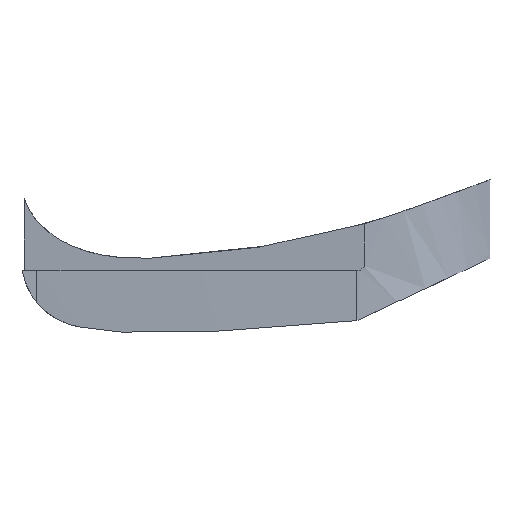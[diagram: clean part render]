
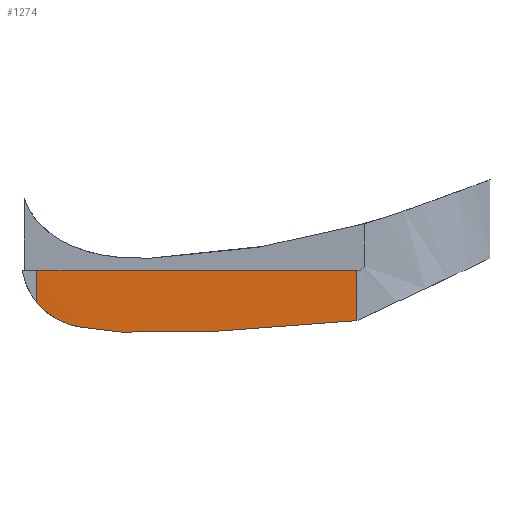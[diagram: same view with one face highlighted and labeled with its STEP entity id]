
A CAD part, left-side view. The second image highlights one B-rep face of the part: STEP entity #1274.
In plain terms, the highlighted free-form (B-spline) face has degree [3, 1] with [6, 2] control points.
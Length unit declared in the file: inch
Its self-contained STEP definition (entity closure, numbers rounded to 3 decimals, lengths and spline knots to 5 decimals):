
#10 = CARTESIAN_POINT ( 'NONE',  ( -1.75588, 0.19649, -5.08791 ) ) ;
#450 = DIRECTION ( 'NONE',  ( 0., 0., 1. ) ) ;
#455 = CARTESIAN_POINT ( 'NONE',  ( -1.9591, -4.02292, -7. ) ) ;
#459 = CARTESIAN_POINT ( 'NONE',  ( -1.75588, 0.19649, -5.08791 ) ) ;
#460 = CARTESIAN_POINT ( 'NONE',  ( -1.79323, -0.30053, -5.08791 ) ) ;
#461 = CARTESIAN_POINT ( 'NONE',  ( -1.85953, -1.29479, -5.08791 ) ) ;
#462 = CARTESIAN_POINT ( 'NONE',  ( -1.9262, -2.70201, -5.08791 ) ) ;
#469 = CARTESIAN_POINT ( 'NONE',  ( -1.95154, -3.61197, -5.08791 ) ) ;
#470 = CARTESIAN_POINT ( 'NONE',  ( -1.9591, -4.02292, -5.75434 ) ) ;
#471 = CARTESIAN_POINT ( 'NONE',  ( -1.95744, -3.93278, -5.76048 ) ) ;
#472 = CARTESIAN_POINT ( 'NONE',  ( -1.9556, -3.84273, -5.76772 ) ) ;
#473 = CARTESIAN_POINT ( 'NONE',  ( -1.95155, -3.66266, -5.78237 ) ) ;
#474 = CARTESIAN_POINT ( 'NONE',  ( -1.94934, -3.57263, -5.78973 ) ) ;
#475 = CARTESIAN_POINT ( 'NONE',  ( -1.94575, -3.43745, -5.79895 ) ) ;
#476 = CARTESIAN_POINT ( 'NONE',  ( -1.9445, -3.39236, -5.80165 ) ) ;
#477 = CARTESIAN_POINT ( 'NONE',  ( -1.94193, -3.30215, -5.80659 ) ) ;
#478 = CARTESIAN_POINT ( 'NONE',  ( -1.94059, -3.25707, -5.80927 ) ) ;
#479 = CARTESIAN_POINT ( 'NONE',  ( -1.93784, -3.16701, -5.81608 ) ) ;
#480 = CARTESIAN_POINT ( 'NONE',  ( -1.93642, -3.12202, -5.81996 ) ) ;
#481 = CARTESIAN_POINT ( 'NONE',  ( -1.9335, -3.03207, -5.82797 ) ) ;
#482 = CARTESIAN_POINT ( 'NONE',  ( -1.93199, -2.9871, -5.83212 ) ) ;
#483 = CARTESIAN_POINT ( 'NONE',  ( -1.92734, -2.85222, -5.84468 ) ) ;
#484 = CARTESIAN_POINT ( 'NONE',  ( -1.92406, -2.76232, -5.85319 ) ) ;
#485 = CARTESIAN_POINT ( 'NONE',  ( -1.91717, -2.58244, -5.8693 ) ) ;
#486 = CARTESIAN_POINT ( 'NONE',  ( -1.91354, -2.49246, -5.87705 ) ) ;
#487 = CARTESIAN_POINT ( 'NONE',  ( -1.90785, -2.35741, -5.88604 ) ) ;
#488 = CARTESIAN_POINT ( 'NONE',  ( -1.90591, -2.31238, -5.88844 ) ) ;
#489 = CARTESIAN_POINT ( 'NONE',  ( -1.90195, -2.22228, -5.89161 ) ) ;
#490 = CARTESIAN_POINT ( 'NONE',  ( -1.89992, -2.17722, -5.89251 ) ) ;
#491 = CARTESIAN_POINT ( 'NONE',  ( -1.89372, -2.04204, -5.89579 ) ) ;
#492 = CARTESIAN_POINT ( 'NONE',  ( -1.88942, -1.95193, -5.8981 ) ) ;
#493 = CARTESIAN_POINT ( 'NONE',  ( -1.87602, -1.6816, -5.9038 ) ) ;
#494 = CARTESIAN_POINT ( 'NONE',  ( -1.86644, -1.50132, -5.90553 ) ) ;
#495 = CARTESIAN_POINT ( 'NONE',  ( -1.85111, -1.23101, -5.90677 ) ) ;
#496 = CARTESIAN_POINT ( 'NONE',  ( -1.84585, -1.14094, -5.90695 ) ) ;
#497 = CARTESIAN_POINT ( 'NONE',  ( -1.83773, -1.00587, -5.90676 ) ) ;
#498 = CARTESIAN_POINT ( 'NONE',  ( -1.83498, -0.96083, -5.90692 ) ) ;
#499 = CARTESIAN_POINT ( 'NONE',  ( -1.82942, -0.87099, -5.9039 ) ) ;
#500 = CARTESIAN_POINT ( 'NONE',  ( -1.82662, -0.82621, -5.90043 ) ) ;
#501 = CARTESIAN_POINT ( 'NONE',  ( -1.8181, -0.69211, -5.8864 ) ) ;
#502 = CARTESIAN_POINT ( 'NONE',  ( -1.81229, -0.60305, -5.87229 ) ) ;
#503 = CARTESIAN_POINT ( 'NONE',  ( -1.80335, -0.46929, -5.85371 ) ) ;
#504 = CARTESIAN_POINT ( 'NONE',  ( -1.80034, -0.42468, -5.84793 ) ) ;
#505 = CARTESIAN_POINT ( 'NONE',  ( -1.79577, -0.35797, -5.83624 ) ) ;
#506 = CARTESIAN_POINT ( 'NONE',  ( -1.79424, -0.3357, -5.83184 ) ) ;
#507 = CARTESIAN_POINT ( 'NONE',  ( -1.79119, -0.29166, -5.82163 ) ) ;
#508 = CARTESIAN_POINT ( 'NONE',  ( -1.78968, -0.26991, -5.8158 ) ) ;
#509 = CARTESIAN_POINT ( 'NONE',  ( -1.78518, -0.20563, -5.79587 ) ) ;
#510 = CARTESIAN_POINT ( 'NONE',  ( -1.78224, -0.16404, -5.77929 ) ) ;
#511 = CARTESIAN_POINT ( 'NONE',  ( -1.77788, -0.10314, -5.75062 ) ) ;
#512 = CARTESIAN_POINT ( 'NONE',  ( -1.77644, -0.08309, -5.74041 ) ) ;
#513 = CARTESIAN_POINT ( 'NONE',  ( -1.77359, -0.04351, -5.71866 ) ) ;
#514 = CARTESIAN_POINT ( 'NONE',  ( -1.77217, -0.02399, -5.70711 ) ) ;
#515 = CARTESIAN_POINT ( 'NONE',  ( -1.76802, 0.03293, -5.6708 ) ) ;
#516 = CARTESIAN_POINT ( 'NONE',  ( -1.76537, 0.06896, -5.6443 ) ) ;
#517 = CARTESIAN_POINT ( 'NONE',  ( -1.76039, 0.13628, -5.58556 ) ) ;
#518 = CARTESIAN_POINT ( 'NONE',  ( -1.9591, -4.02292, -5.08791 ) ) ;
#521 = CARTESIAN_POINT ( 'NONE',  ( -1.75588, 0.19649, -5.51826 ) ) ;
#526 = CARTESIAN_POINT ( 'NONE',  ( -1.75805, 0.16754, -5.5533 ) ) ;
#677 = CARTESIAN_POINT ( 'NONE',  ( -1.9591, -4.02292, -5.75434 ) ) ;
#685 = CARTESIAN_POINT ( 'NONE',  ( -1.75588, 0.19649, -5.51826 ) ) ;
#710 = CARTESIAN_POINT ( 'NONE',  ( -1.75588, 0.19649, -5.08791 ) ) ;
#716 = CARTESIAN_POINT ( 'NONE',  ( -1.9591, -4.02292, -5.08791 ) ) ;
#1149 = CARTESIAN_POINT ( 'NONE',  ( -1.9591, -4.02292, -5.08791 ) ) ;
#1150 = CARTESIAN_POINT ( 'NONE',  ( -1.9591, -4.02292, -5.91314 ) ) ;
#1151 = CARTESIAN_POINT ( 'NONE',  ( -1.95154, -3.61197, -5.08791 ) ) ;
#1152 = CARTESIAN_POINT ( 'NONE',  ( -1.95154, -3.61197, -5.91314 ) ) ;
#1153 = CARTESIAN_POINT ( 'NONE',  ( -1.9262, -2.70201, -5.08791 ) ) ;
#1154 = CARTESIAN_POINT ( 'NONE',  ( -1.9262, -2.70201, -5.91314 ) ) ;
#1155 = CARTESIAN_POINT ( 'NONE',  ( -1.85953, -1.29479, -5.08791 ) ) ;
#1156 = CARTESIAN_POINT ( 'NONE',  ( -1.85953, -1.29479, -5.91314 ) ) ;
#1157 = CARTESIAN_POINT ( 'NONE',  ( -1.79323, -0.30053, -5.08791 ) ) ;
#1158 = CARTESIAN_POINT ( 'NONE',  ( -1.79323, -0.30053, -5.91314 ) ) ;
#1160 = CARTESIAN_POINT ( 'NONE',  ( -1.75588, 0.19649, -5.91314 ) ) ;
#1201 = B_SPLINE_CURVE_WITH_KNOTS ( 'NONE', 3,
 ( #521, #526, #517, #516, #515, #514, #513, #512, #511, #510, #509, #508, #507, #506, #505, #504, #503, #502, #501, #500, #499, #498, #497, #496, #495, #494, #493, #492, #491, #490, #489, #488, #487, #486, #485, #484, #483, #482, #481, #480, #479, #478, #477, #476, #475, #474, #473, #472, #471, #470 ),
 .UNSPECIFIED., .F., .F.,
 ( 4, 2, 2, 2, 2, 2, 2, 2, 2, 2, 2, 2, 2, 2, 2, 2, 2, 2, 2, 2, 2, 2, 2, 2, 4 ),
 ( 0., 0.00341, 0.00682, 0.00852, 0.01022, 0.01363, 0.01534, 0.01704, 0.02045, 0.02727, 0.03067, 0.03408, 0.0409, 0.05453, 0.06135, 0.06476, 0.06817, 0.07498, 0.0818, 0.08521, 0.08861, 0.09202, 0.09543, 0.10225, 0.10906 ),
 .UNSPECIFIED. ) ;
#1203 = B_SPLINE_CURVE_WITH_KNOTS ( 'NONE', 3,
 ( #518, #469, #462, #461, #460, #459 ),
 .UNSPECIFIED., .F., .F.,
 ( 4, 1, 1, 4 ),
 ( -0.00706, 0.19856, 0.44856, 0.69856 ),
 .UNSPECIFIED. ) ;
#1255 = B_SPLINE_SURFACE_WITH_KNOTS ( 'NONE', 3, 1, ( 
 ( #1160, #10 ),
 ( #1158, #1157 ),
 ( #1156, #1155 ),
 ( #1154, #1153 ),
 ( #1152, #1151 ),
 ( #1150, #1149 ) ),
 .UNSPECIFIED., .F., .F., .F.,
 ( 4, 1, 1, 4 ),
 ( 2, 2 ),
 ( 0., 0.25, 0.5, 0.70561 ),
 ( 0., 1. ),
 .UNSPECIFIED. ) ;
#1263 = FACE_OUTER_BOUND ( 'NONE', #1291, .T. ) ;
#1274 = ADVANCED_FACE ( 'NONE', ( #1263 ), #1255, .T. ) ;
#1291 = EDGE_LOOP ( 'NONE', ( #1427, #1476, #1473, #1472 ) ) ;
#1317 = VERTEX_POINT ( 'NONE', #716 ) ;
#1419 = VERTEX_POINT ( 'NONE', #710 ) ;
#1427 = ORIENTED_EDGE ( 'NONE', *, *, #1775, .T. ) ;
#1472 = ORIENTED_EDGE ( 'NONE', *, *, #1778, .T. ) ;
#1473 = ORIENTED_EDGE ( 'NONE', *, *, #1773, .T. ) ;
#1476 = ORIENTED_EDGE ( 'NONE', *, *, #1833, .F. ) ;
#1587 = DIRECTION ( 'NONE',  ( 0., 0., 1. ) ) ;
#1601 = CARTESIAN_POINT ( 'NONE',  ( -1.75588, 0.19649, -7. ) ) ;
#1660 = LINE ( 'NONE', #455, #1670 ) ;
#1670 = VECTOR ( 'NONE', #450, 39.37008 ) ;
#1715 = VERTEX_POINT ( 'NONE', #685 ) ;
#1722 = VERTEX_POINT ( 'NONE', #677 ) ;
#1773 = EDGE_CURVE ( 'NONE', #1715, #1722, #1201, .T. ) ;
#1775 = EDGE_CURVE ( 'NONE', #1317, #1419, #1203, .T. ) ;
#1778 = EDGE_CURVE ( 'NONE', #1722, #1317, #1660, .T. ) ;
#1833 = EDGE_CURVE ( 'NONE', #1715, #1419, #1891, .T. ) ;
#1891 = LINE ( 'NONE', #1601, #1892 ) ;
#1892 = VECTOR ( 'NONE', #1587, 39.37008 ) ;
